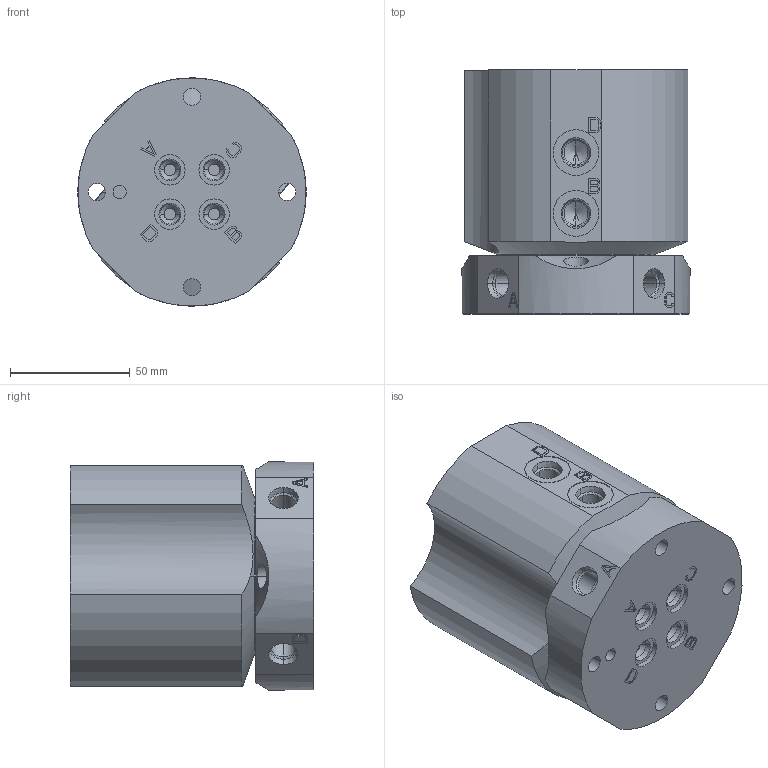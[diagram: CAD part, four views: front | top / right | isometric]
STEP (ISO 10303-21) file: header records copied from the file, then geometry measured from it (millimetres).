
FILE_DESCRIPTION((''),'2;1');
FILE_NAME('ILC32424401','2023-02-17T07:46:48',('Jweaver'),(''),'CREO PARAMETRIC BY PTC INC, 2021164','CREO PARAMETRIC BY PTC INC, 2021164','');
FILE_SCHEMA(('AUTOMOTIVE_DESIGN { 1 0 10303 214 1 1 1 1 }'));
Length unit declared in the file: inch
Products named in the file (1): ILC32424401
Bounding box: 95.18 x 101.8 x 95.24 mm (x, y, z)
Volume: 616599.3 mm3; surface area: 59980.2 mm2
Topology: 1 solids, 1 shells, 719 faces, 2046 edges, 1398 vertices
Faces by surface type: plane 535, cylinder 98, cone 86
Entity records: 24102 total; most frequent: CARTESIAN_POINT 4301, DIRECTION 3778, ORIENTED_EDGE 3724, EDGE_CURVE 1862, VECTOR 1791, LINE 1791, VERTEX_POINT 1214, AXIS2_PLACEMENT_3D 992
